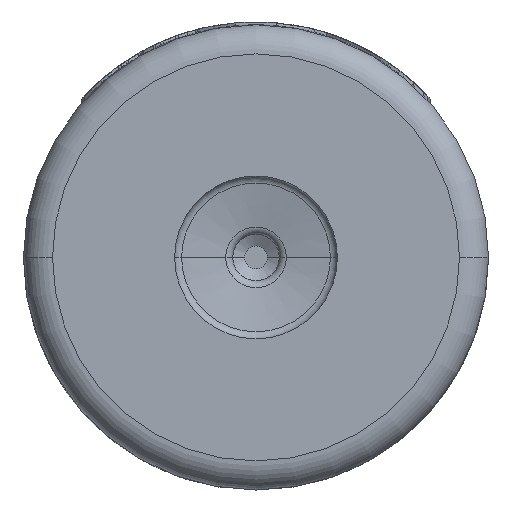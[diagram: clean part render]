
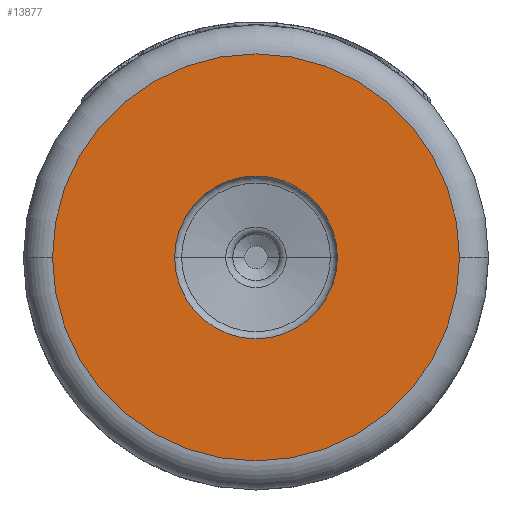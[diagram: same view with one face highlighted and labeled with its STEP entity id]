
A CAD part, front view. The second image highlights one B-rep face of the part: STEP entity #13877.
In plain terms, the highlighted planar face has unit normal (0, -1, 0).
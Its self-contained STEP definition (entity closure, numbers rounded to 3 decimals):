
#1855=CARTESIAN_POINT('',(0.,-4.,0.));
#1856=DIRECTION('',(0.,-1.,0.));
#1857=DIRECTION('',(-1.,0.,0.));
#1858=AXIS2_PLACEMENT_3D('',#1855,#1856,#1857);
#1870=CARTESIAN_POINT('',(0.,-4.,0.));
#1871=DIRECTION('',(0.,-1.,0.));
#1872=DIRECTION('',(-1.,0.,0.));
#1873=AXIS2_PLACEMENT_3D('',#1870,#1871,#1872);
#1875=CARTESIAN_POINT('',(0.,-4.,0.));
#1876=DIRECTION('',(0.,-1.,0.));
#1877=DIRECTION('',(1.,0.,0.));
#1878=AXIS2_PLACEMENT_3D('',#1875,#1876,#1877);
#1880=CARTESIAN_POINT('',(0.,-4.,0.));
#1881=DIRECTION('',(0.,-1.,0.));
#1882=DIRECTION('',(1.,0.,0.));
#1883=AXIS2_PLACEMENT_3D('',#1880,#1881,#1882);
#11843=CARTESIAN_POINT('',(-1.4,-4.,0.));
#11844=CARTESIAN_POINT('',(1.4,-4.,0.));
#11845=VERTEX_POINT('',#11843);
#11846=VERTEX_POINT('',#11844);
#11847=CARTESIAN_POINT('',(3.5,-4.,0.));
#11848=CARTESIAN_POINT('',(-3.5,-4.,0.));
#11849=VERTEX_POINT('',#11847);
#11850=VERTEX_POINT('',#11848);
#13861=CARTESIAN_POINT('',(0.,-4.,0.));
#13862=DIRECTION('',(0.,1.,0.));
#13863=DIRECTION('',(1.,0.,0.));
#13864=AXIS2_PLACEMENT_3D('',#13861,#13862,#13863);
#13865=PLANE('',#13864);
#13867=ORIENTED_EDGE('',*,*,#13866,.F.);
#13868=ORIENTED_EDGE('',*,*,#13851,.F.);
#13869=EDGE_LOOP('',(#13867,#13868));
#13870=FACE_OUTER_BOUND('',#13869,.F.);
#13872=ORIENTED_EDGE('',*,*,#13871,.T.);
#13874=ORIENTED_EDGE('',*,*,#13873,.T.);
#13875=EDGE_LOOP('',(#13872,#13874));
#13876=FACE_BOUND('',#13875,.F.);
#13877=ADVANCED_FACE('',(#13870,#13876),#13865,.F.);
#1859=CIRCLE('',#1858,3.5);
#1874=CIRCLE('',#1873,1.4);
#1879=CIRCLE('',#1878,1.4);
#1884=CIRCLE('',#1883,3.5);
#13851=EDGE_CURVE('',#11850,#11849,#1859,.T.);
#13866=EDGE_CURVE('',#11849,#11850,#1884,.T.);
#13871=EDGE_CURVE('',#11845,#11846,#1874,.T.);
#13873=EDGE_CURVE('',#11846,#11845,#1879,.T.);
